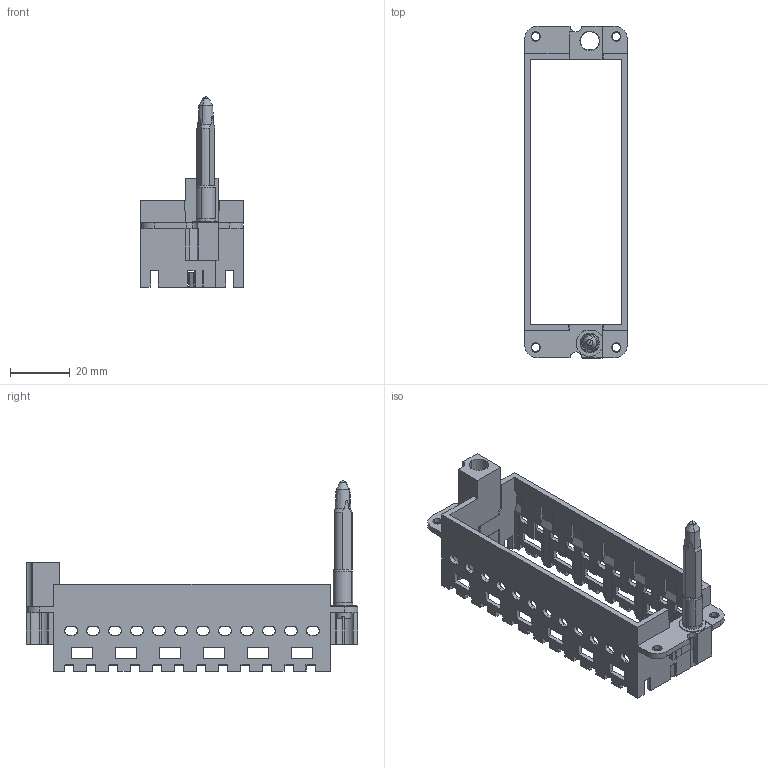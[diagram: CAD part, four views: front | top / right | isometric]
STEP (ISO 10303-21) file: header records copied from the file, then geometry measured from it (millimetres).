
FILE_DESCRIPTION(('CATIA V5 STEP Exchange','CAx-IF Rec.Pracs.--- Model Styling and Organization---1.4--- 2014-01-23'),'2;1');
FILE_NAME ('1229729-5_0', '2022-12-21T06:52:07+00:00', ('none'), ('Weidmueller'), 'CATIA Version 5-6 Release 2016 SP3 HF44', 'CATIA V5 STEP AP214', 'none');
FILE_SCHEMA(('AUTOMOTIVE_DESIGN { 1 0 10303 214 1 1 1 1 }'));
Length unit declared in the file: millimetre
Products named in the file (1): 2737040000
Bounding box: 34.4 x 111 x 63.6 mm (x, y, z)
Volume: 14541.8 mm3; surface area: 19544.2 mm2
Topology: 4 solids, 4 shells, 819 faces, 2368 edges, 1533 vertices
Faces by surface type: plane 632, cylinder 101, cone 72, extrusion 12, sphere 2
Entity records: 24748 total; most frequent: CARTESIAN_POINT 5266, ORIENTED_EDGE 4724, DIRECTION 2931, EDGE_CURVE 2362, VECTOR 1682, LINE 1670, VERTEX_POINT 1533, EDGE_LOOP 885
